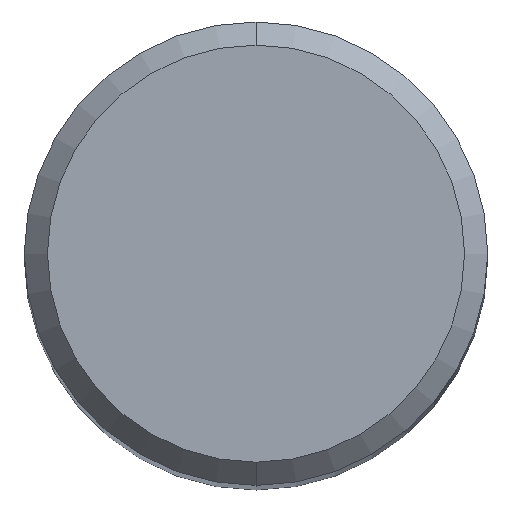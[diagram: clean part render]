
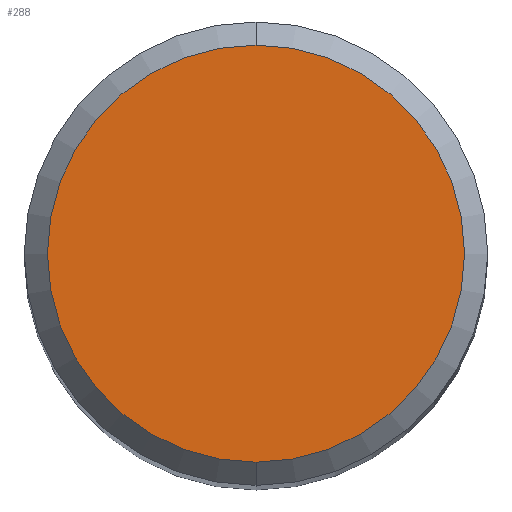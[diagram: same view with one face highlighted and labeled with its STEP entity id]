
A CAD part, top view. The second image highlights one B-rep face of the part: STEP entity #288.
In plain terms, the highlighted planar face has unit normal (0, 0, 1).
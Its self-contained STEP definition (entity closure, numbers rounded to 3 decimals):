
#232=EDGE_CURVE('',#264,#422,#539,.T.);
#264=VERTEX_POINT('',#576);
#288=ADVANCED_FACE('',(#603),#604,.T.);
#422=VERTEX_POINT('',#749);
#438=EDGE_CURVE('',#422,#264,#767,.T.);
#539=CIRCLE('',#924,4.5);
#576=CARTESIAN_POINT('',(0.0,4.5,0.0));
#603=FACE_OUTER_BOUND('',#1102,.T.);
#604=PLANE('',#1103);
#749=CARTESIAN_POINT('',(0.,-4.5,0.0));
#767=CIRCLE('',#1418,4.5);
#924=AXIS2_PLACEMENT_3D('',#1522,#1523,#1524);
#1102=EDGE_LOOP('',(#1605,#1606));
#1103=AXIS2_PLACEMENT_3D('',#1607,#1608,#1609);
#1418=AXIS2_PLACEMENT_3D('',#1785,#1786,#1787);
#1522=CARTESIAN_POINT('',(0.0,0.0,0.0));
#1523=DIRECTION('',(0.0,0.0,-1.0));
#1524=DIRECTION('',(0.0,1.0,0.0));
#1605=ORIENTED_EDGE('',*,*,#232,.F.);
#1606=ORIENTED_EDGE('',*,*,#438,.F.);
#1607=CARTESIAN_POINT('',(0.0,2.25,0.0));
#1608=DIRECTION('',(-0.0,0.0,1.0));
#1609=DIRECTION('',(0.0,-1.0,0.0));
#1785=CARTESIAN_POINT('',(0.0,0.0,0.0));
#1786=DIRECTION('',(0.0,0.0,-1.0));
#1787=DIRECTION('',(0.0,1.0,0.0));
